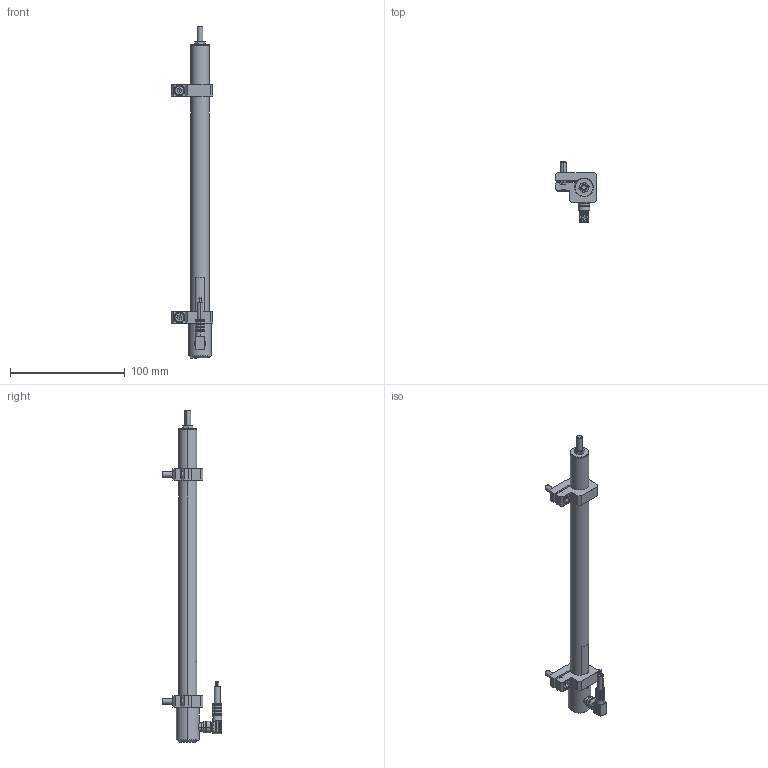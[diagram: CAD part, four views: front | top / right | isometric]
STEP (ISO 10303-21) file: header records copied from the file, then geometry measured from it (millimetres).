
FILE_DESCRIPTION (( 'STEP AP214' ), '1' );
FILE_NAME ('TX2_0200_Stecker_ein_Montageblock.STEP', '2011-01-25T10:50:45', ( 'novotechnik' ), ( 'novotechnik' ), 'SwSTEP 2.0', 'SolidWorks 2010', '' );
FILE_SCHEMA (( 'AUTOMOTIVE_DESIGN' ));
Length unit declared in the file: millimetre
Products named in the file (1): TX2_0200_Stecker_ein_Montageblock
Bounding box: 36 x 52.3 x 289.9 mm (x, y, z)
Surface area: 24385 mm2 (no closed solid volume)
Topology: 0 solids, 15 shells, 508 faces, 1495 edges, 918 vertices
Faces by surface type: cylinder 216, plane 175, torus 51, cone 42, bspline 24
Entity records: 23041 total; most frequent: CARTESIAN_POINT 4704, DIRECTION 2680, ORIENTED_EDGE 2496, EDGE_CURVE 1479, AXIS2_PLACEMENT_3D 996, VERTEX_POINT 918, LINE 688, VECTOR 688
